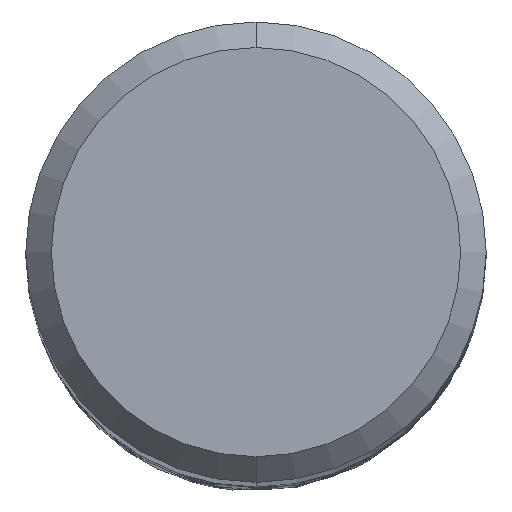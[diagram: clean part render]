
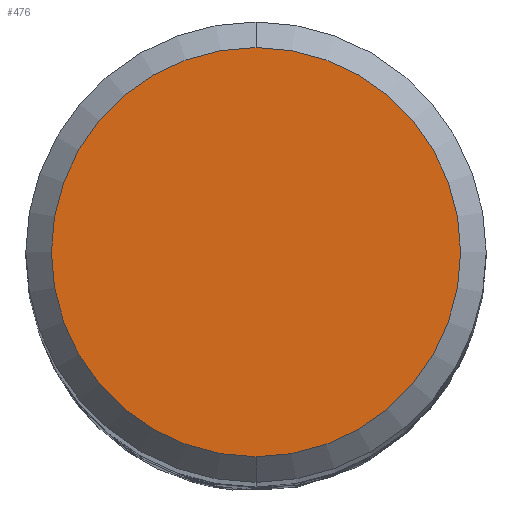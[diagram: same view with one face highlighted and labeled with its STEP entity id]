
A CAD part, top view. The second image highlights one B-rep face of the part: STEP entity #476.
In plain terms, the highlighted planar face has unit normal (0, 0, 1).
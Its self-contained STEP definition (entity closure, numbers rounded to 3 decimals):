
#476=ADVANCED_FACE('',(#1131),#1132,.T.);
#538=VERTEX_POINT('',#1200);
#544=EDGE_CURVE('',#912,#538,#1206,.T.);
#854=EDGE_CURVE('',#538,#912,#1544,.T.);
#912=VERTEX_POINT('',#1606);
#1131=FACE_OUTER_BOUND('',#2239,.T.);
#1132=PLANE('',#2240);
#1200=CARTESIAN_POINT('',(0.0,4.0,0.0));
#1206=CIRCLE('',#2568,4.0);
#1544=CIRCLE('',#8161,4.0);
#1606=CARTESIAN_POINT('',(0.,-4.0,0.0));
#2239=EDGE_LOOP('',(#10121,#10122));
#2240=AXIS2_PLACEMENT_3D('',#10123,#10124,#10125);
#2568=AXIS2_PLACEMENT_3D('',#10190,#10191,#10192);
#8161=AXIS2_PLACEMENT_3D('',#10542,#10543,#10544);
#10121=ORIENTED_EDGE('',*,*,#854,.F.);
#10122=ORIENTED_EDGE('',*,*,#544,.F.);
#10123=CARTESIAN_POINT('',(0.0,2.0,0.0));
#10124=DIRECTION('',(-0.0,0.0,1.0));
#10125=DIRECTION('',(0.0,-1.0,0.0));
#10190=CARTESIAN_POINT('',(0.0,0.0,0.0));
#10191=DIRECTION('',(0.0,0.0,-1.0));
#10192=DIRECTION('',(0.0,1.0,0.0));
#10542=CARTESIAN_POINT('',(0.0,0.0,0.0));
#10543=DIRECTION('',(0.0,0.0,-1.0));
#10544=DIRECTION('',(0.0,1.0,0.0));
